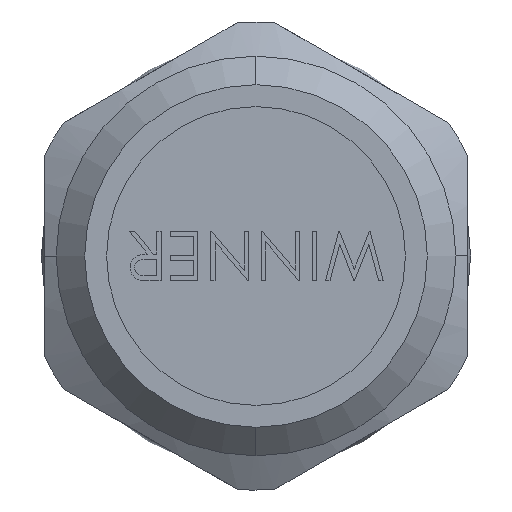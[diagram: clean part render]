
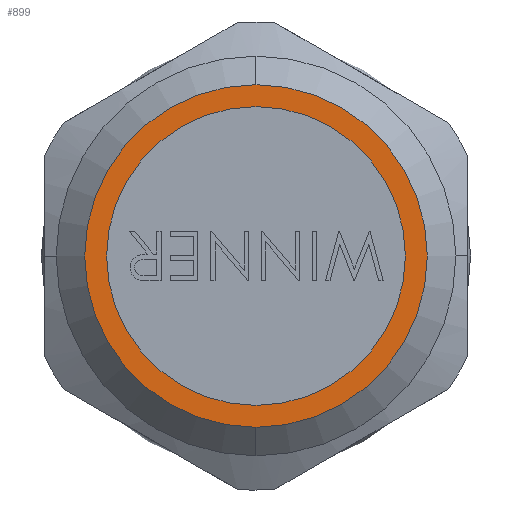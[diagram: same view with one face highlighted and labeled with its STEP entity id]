
A CAD part, left-side view. The second image highlights one B-rep face of the part: STEP entity #899.
In plain terms, the highlighted planar face has unit normal (-1, 0, 0).
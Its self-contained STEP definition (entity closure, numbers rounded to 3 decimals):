
#1 = CIRCLE ( 'NONE', #8488, 9. ) ;
#55 = DIRECTION ( 'NONE',  ( -1., 0., 0. ) ) ;
#372 = CARTESIAN_POINT ( 'NONE',  ( -24.65, -7.85, 0. ) ) ;
#688 = FACE_OUTER_BOUND ( 'NONE', #8870, .T. ) ;
#858 = CARTESIAN_POINT ( 'NONE',  ( -24.65, 0., 0. ) ) ;
#899 = ADVANCED_FACE ( 'NONE', ( #688, #5400 ), #5858, .T. ) ;
#977 = ORIENTED_EDGE ( 'NONE', *, *, #8395, .F. ) ;
#1269 = CIRCLE ( 'NONE', #3633, 9. ) ;
#1322 = VERTEX_POINT ( 'NONE', #6599 ) ;
#1629 = DIRECTION ( 'NONE',  ( -1., 0., 0. ) ) ;
#2394 = DIRECTION ( 'NONE',  ( 0., -1., 0. ) ) ;
#2524 = CARTESIAN_POINT ( 'NONE',  ( -24.65, 0., 0. ) ) ;
#3355 = CARTESIAN_POINT ( 'NONE',  ( -24.65, 0., 0. ) ) ;
#3572 = EDGE_CURVE ( 'NONE', #7612, #4396, #3811, .T. ) ;
#3633 = AXIS2_PLACEMENT_3D ( 'NONE', #8255, #5745, #4126 ) ;
#3811 = CIRCLE ( 'NONE', #5054, 7.85 ) ;
#4084 = CARTESIAN_POINT ( 'NONE',  ( -24.65, 0., 9. ) ) ;
#4126 = DIRECTION ( 'NONE',  ( 0., 0., -1. ) ) ;
#4128 = DIRECTION ( 'NONE',  ( -1., 0., 0. ) ) ;
#4396 = VERTEX_POINT ( 'NONE', #372 ) ;
#5034 = CARTESIAN_POINT ( 'NONE',  ( -24.65, 7.85, 0. ) ) ;
#5054 = AXIS2_PLACEMENT_3D ( 'NONE', #6541, #4128, #2394 ) ;
#5400 = FACE_BOUND ( 'NONE', #8250, .T. ) ;
#5745 = DIRECTION ( 'NONE',  ( 1., 0., 0. ) ) ;
#5836 = VERTEX_POINT ( 'NONE', #4084 ) ;
#5858 = PLANE ( 'NONE',  #6903 ) ;
#6541 = CARTESIAN_POINT ( 'NONE',  ( -24.65, 0., 0. ) ) ;
#6599 = CARTESIAN_POINT ( 'NONE',  ( -24.65, 0., -9. ) ) ;
#6903 = AXIS2_PLACEMENT_3D ( 'NONE', #3355, #55, #9958 ) ;
#7536 = ORIENTED_EDGE ( 'NONE', *, *, #9998, .F. ) ;
#7612 = VERTEX_POINT ( 'NONE', #5034 ) ;
#8250 = EDGE_LOOP ( 'NONE', ( #7536, #9342 ) ) ;
#8255 = CARTESIAN_POINT ( 'NONE',  ( -24.65, 0., 0. ) ) ;
#8395 = EDGE_CURVE ( 'NONE', #1322, #5836, #1269, .T. ) ;
#8488 = AXIS2_PLACEMENT_3D ( 'NONE', #2524, #9190, #9075 ) ;
#8870 = EDGE_LOOP ( 'NONE', ( #977, #9969 ) ) ;
#9075 = DIRECTION ( 'NONE',  ( 0., 0., -1. ) ) ;
#9167 = EDGE_CURVE ( 'NONE', #5836, #1322, #1, .T. ) ;
#9190 = DIRECTION ( 'NONE',  ( 1., 0., 0. ) ) ;
#9342 = ORIENTED_EDGE ( 'NONE', *, *, #3572, .F. ) ;
#9958 = DIRECTION ( 'NONE',  ( 0., 0., 1. ) ) ;
#9969 = ORIENTED_EDGE ( 'NONE', *, *, #9167, .F. ) ;
#9982 = DIRECTION ( 'NONE',  ( 0., -1., 0. ) ) ;
#9998 = EDGE_CURVE ( 'NONE', #4396, #7612, #10705, .T. ) ;
#10089 = AXIS2_PLACEMENT_3D ( 'NONE', #858, #1629, #9982 ) ;
#10705 = CIRCLE ( 'NONE', #10089, 7.85 ) ;
